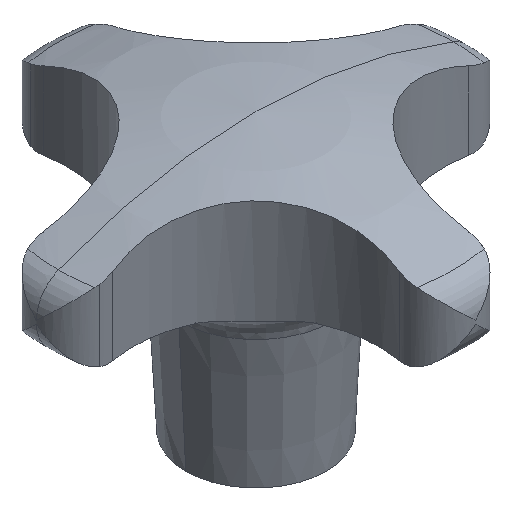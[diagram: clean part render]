
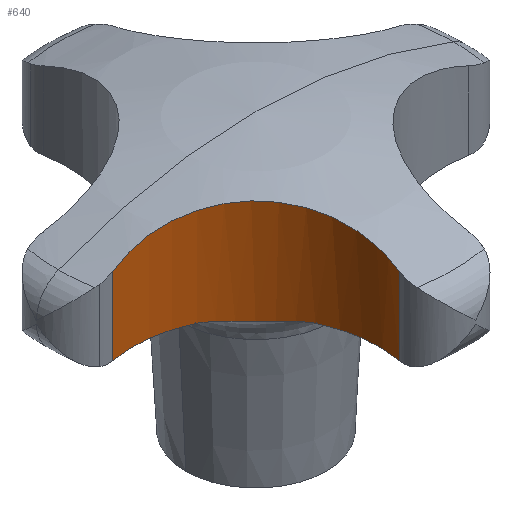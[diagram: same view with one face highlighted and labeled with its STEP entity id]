
A CAD part, isometric view. The second image highlights one B-rep face of the part: STEP entity #640.
In plain terms, the highlighted cylindrical face has radius 28 mm (diameter 56 mm), a partial arc.
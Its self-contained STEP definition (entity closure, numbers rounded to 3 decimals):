
#354=EDGE_CURVE('',#370,#440,#816,.T.);
#370=VERTEX_POINT('',#834);
#440=VERTEX_POINT('',#915);
#470=VERTEX_POINT('',#948);
#536=EDGE_CURVE('',#642,#568,#1019,.T.);
#544=EDGE_CURVE('',#568,#596,#1027,.T.);
#568=VERTEX_POINT('',#1052);
#580=EDGE_CURVE('',#596,#370,#1065,.T.);
#596=VERTEX_POINT('',#1083);
#610=EDGE_CURVE('',#440,#470,#1102,.T.);
#622=EDGE_CURVE('',#642,#470,#1114,.T.);
#640=ADVANCED_FACE('',(#1132),#1133,.F.);
#642=VERTEX_POINT('',#1135);
#816=LINE('',#1456,#1457);
#834=CARTESIAN_POINT('',(-40.531,-7.864,38.0));
#915=CARTESIAN_POINT('',(-40.531,-7.864,55.674));
#948=CARTESIAN_POINT('',(-7.864,-40.531,55.674));
#1019=CIRCLE('',#1914,28.);
#1027=B_SPLINE_CURVE_WITH_KNOTS('',3,(#1933,#1934,#1935,#1936,#1937,#1938,#1939,#1940,#1941,#1942,#1943,#1944,#1945,#1946,#1947,#1948),.UNSPECIFIED.,.F.,.F.,(4,2,2,2,2,2,2,4),(-22.311,-19.198,-15.542,-13.652,-12.169,-10.542,-7.957,-2.823),.UNSPECIFIED.);
#1052=CARTESIAN_POINT('',(-10.017,-23.541,38.0));
#1065=CIRCLE('',#2013,28.);
#1083=CARTESIAN_POINT('',(-23.541,-10.017,38.0));
#1102=B_SPLINE_CURVE_WITH_KNOTS('',3,(#2093,#2094,#2095,#2096,#2097,#2098,#2099,#2100,#2101,#2102,#2103,#2104,#2105,#2106,#2107,#2108,#2109,#2110,#2111,#2112,#2113,#2114,#2115,#2116,#2117,#2118,#2119,#2120,#2121,#2122,#2123,#2124,#2125,#2126,#2127,#2128,#2129,#2130),.UNSPECIFIED.,.F.,.F.,(4,2,2,2,2,2,2,2,2,2,2,2,2,2,2,2,2,2,4),(48.185,51.308,54.431,57.554,60.677,63.799,66.922,70.045,73.168,76.266,79.363,82.46,85.558,88.655,91.753,94.85,97.948,101.239,102.162),.UNSPECIFIED.);
#1114=LINE('',#2156,#2157);
#1132=FACE_OUTER_BOUND('',#2228,.T.);
#1133=CYLINDRICAL_SURFACE('',#2229,28.);
#1135=CARTESIAN_POINT('',(-7.864,-40.531,38.0));
#1456=CARTESIAN_POINT('',(-40.531,-7.864,0.));
#1457=VECTOR('',#2475,1.0);
#1914=AXIS2_PLACEMENT_3D('',#2744,#2745,#2746);
#1933=CARTESIAN_POINT('',(-10.017,-23.541,38.0));
#1934=CARTESIAN_POINT('',(-10.456,-22.602,38.0));
#1935=CARTESIAN_POINT('',(-10.945,-21.69,37.91));
#1936=CARTESIAN_POINT('',(-12.112,-19.776,37.651));
#1937=CARTESIAN_POINT('',(-12.815,-18.775,37.469));
#1938=CARTESIAN_POINT('',(-13.982,-17.326,37.277));
#1939=CARTESIAN_POINT('',(-14.395,-16.848,37.227));
#1940=CARTESIAN_POINT('',(-15.168,-16.011,37.178));
#1941=CARTESIAN_POINT('',(-15.516,-15.655,37.17));
#1942=CARTESIAN_POINT('',(-16.27,-14.923,37.187));
#1943=CARTESIAN_POINT('',(-16.672,-14.554,37.214));
#1944=CARTESIAN_POINT('',(-17.745,-13.627,37.323));
#1945=CARTESIAN_POINT('',(-18.425,-13.094,37.426));
#1946=CARTESIAN_POINT('',(-20.513,-11.604,37.755));
#1947=CARTESIAN_POINT('',(-21.991,-10.741,38.0));
#1948=CARTESIAN_POINT('',(-23.541,-10.017,38.0));
#2013=AXIS2_PLACEMENT_3D('',#2780,#2781,#2782);
#2093=CARTESIAN_POINT('',(-40.531,-7.864,55.674));
#2094=CARTESIAN_POINT('',(-39.57,-7.684,56.032));
#2095=CARTESIAN_POINT('',(-38.58,-7.552,56.383));
#2096=CARTESIAN_POINT('',(-36.561,-7.394,57.06));
#2097=CARTESIAN_POINT('',(-35.532,-7.369,57.387));
#2098=CARTESIAN_POINT('',(-33.457,-7.435,58.006));
#2099=CARTESIAN_POINT('',(-32.411,-7.526,58.3));
#2100=CARTESIAN_POINT('',(-30.323,-7.829,58.846));
#2101=CARTESIAN_POINT('',(-29.281,-8.041,59.1));
#2102=CARTESIAN_POINT('',(-27.222,-8.583,59.561));
#2103=CARTESIAN_POINT('',(-26.204,-8.915,59.769));
#2104=CARTESIAN_POINT('',(-24.211,-9.692,60.137));
#2105=CARTESIAN_POINT('',(-23.236,-10.139,60.296));
#2106=CARTESIAN_POINT('',(-21.349,-11.138,60.564));
#2107=CARTESIAN_POINT('',(-20.436,-11.69,60.673));
#2108=CARTESIAN_POINT('',(-18.69,-12.886,60.838));
#2109=CARTESIAN_POINT('',(-17.856,-13.53,60.895));
#2110=CARTESIAN_POINT('',(-16.289,-14.886,60.958));
#2111=CARTESIAN_POINT('',(-15.536,-15.613,60.966));
#2112=CARTESIAN_POINT('',(-14.107,-17.159,60.931));
#2113=CARTESIAN_POINT('',(-13.431,-17.979,60.888));
#2114=CARTESIAN_POINT('',(-12.173,-19.697,60.75));
#2115=CARTESIAN_POINT('',(-11.59,-20.595,60.655));
#2116=CARTESIAN_POINT('',(-10.532,-22.452,60.414));
#2117=CARTESIAN_POINT('',(-10.056,-23.411,60.269));
#2118=CARTESIAN_POINT('',(-9.219,-25.37,59.93));
#2119=CARTESIAN_POINT('',(-8.858,-26.372,59.736));
#2120=CARTESIAN_POINT('',(-8.253,-28.398,59.304));
#2121=CARTESIAN_POINT('',(-8.01,-29.423,59.066));
#2122=CARTESIAN_POINT('',(-7.643,-31.473,58.552));
#2123=CARTESIAN_POINT('',(-7.518,-32.498,58.276));
#2124=CARTESIAN_POINT('',(-7.382,-34.527,57.693));
#2125=CARTESIAN_POINT('',(-7.371,-35.531,57.386));
#2126=CARTESIAN_POINT('',(-7.452,-37.556,56.733));
#2127=CARTESIAN_POINT('',(-7.553,-38.606,56.375));
#2128=CARTESIAN_POINT('',(-7.759,-39.945,55.891));
#2129=CARTESIAN_POINT('',(-7.809,-40.238,55.783));
#2130=CARTESIAN_POINT('',(-7.864,-40.531,55.674));
#2156=CARTESIAN_POINT('',(-7.864,-40.531,0.));
#2157=VECTOR('',#2837,1.0);
#2228=EDGE_LOOP('',(#2842,#2843,#2844,#2845,#2846,#2847));
#2229=AXIS2_PLACEMENT_3D('',#2848,#2849,#2850);
#2475=DIRECTION('',(0.0,0.,1.0));
#2744=CARTESIAN_POINT('',(-35.387,-35.387,38.0));
#2745=DIRECTION('',(0.,0.,1.0));
#2746=DIRECTION('',(-0.184,0.983,0.));
#2780=CARTESIAN_POINT('',(-35.387,-35.387,38.0));
#2781=DIRECTION('',(0.,0.,1.0));
#2782=DIRECTION('',(-0.184,0.983,0.));
#2837=DIRECTION('',(0.0,0.,1.0));
#2842=ORIENTED_EDGE('',*,*,#610,.F.);
#2843=ORIENTED_EDGE('',*,*,#354,.F.);
#2844=ORIENTED_EDGE('',*,*,#580,.F.);
#2845=ORIENTED_EDGE('',*,*,#544,.F.);
#2846=ORIENTED_EDGE('',*,*,#536,.F.);
#2847=ORIENTED_EDGE('',*,*,#622,.T.);
#2848=CARTESIAN_POINT('',(-35.387,-35.387,0.));
#2849=DIRECTION('',(-0.0,0.,-1.0));
#2850=DIRECTION('',(-0.184,0.983,0.));
